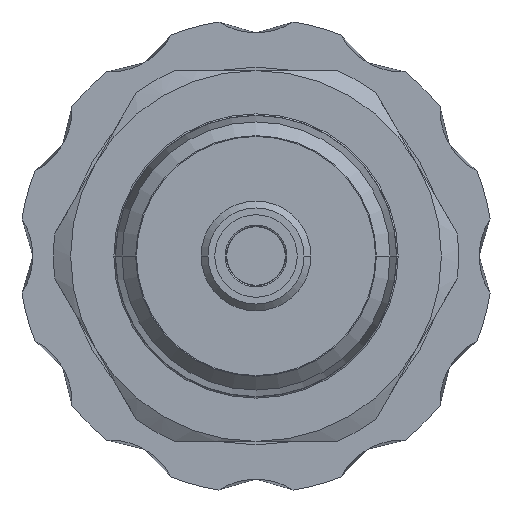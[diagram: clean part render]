
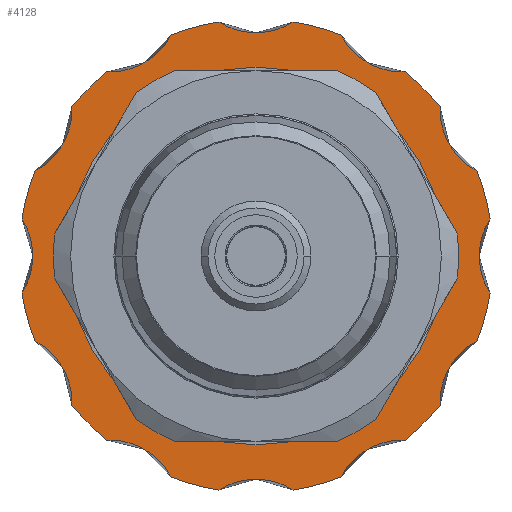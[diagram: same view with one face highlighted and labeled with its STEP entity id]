
A CAD part, front view. The second image highlights one B-rep face of the part: STEP entity #4128.
In plain terms, the highlighted free-form (B-spline) face has degree [1, 1] with [2, 2] control points.
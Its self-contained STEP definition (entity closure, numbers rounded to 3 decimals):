
#518=CARTESIAN_POINT('',(-21.25,39.5,0.));
#519=DIRECTION('',(0.,1.,0.));
#520=DIRECTION('',(0.842,0.,0.539));
#521=AXIS2_PLACEMENT_3D('',#518,#519,#520);
#620=CARTESIAN_POINT('',(18.403,39.5,-10.625));
#621=DIRECTION('',(0.,1.,0.));
#622=DIRECTION('',(-0.999,0.,-0.046));
#623=AXIS2_PLACEMENT_3D('',#620,#621,#622);
#633=CARTESIAN_POINT('',(0.,39.5,0.));
#634=DIRECTION('',(0.,-1.,0.));
#635=DIRECTION('',(0.988,0.,0.156));
#636=AXIS2_PLACEMENT_3D('',#633,#634,#635);
#646=CARTESIAN_POINT('',(0.,39.5,0.));
#647=DIRECTION('',(0.,-1.,0.));
#648=DIRECTION('',(0.777,0.,0.629));
#649=AXIS2_PLACEMENT_3D('',#646,#647,#648);
#659=CARTESIAN_POINT('',(0.,39.5,0.));
#660=DIRECTION('',(0.,-1.,0.));
#661=DIRECTION('',(0.359,0.,0.933));
#662=AXIS2_PLACEMENT_3D('',#659,#660,#661);
#672=CARTESIAN_POINT('',(0.,39.5,0.));
#673=DIRECTION('',(0.,-1.,0.));
#674=DIRECTION('',(-0.156,0.,0.988));
#675=AXIS2_PLACEMENT_3D('',#672,#673,#674);
#685=CARTESIAN_POINT('',(0.,39.5,0.));
#686=DIRECTION('',(0.,-1.,0.));
#687=DIRECTION('',(-0.629,0.,0.777));
#688=AXIS2_PLACEMENT_3D('',#685,#686,#687);
#698=CARTESIAN_POINT('',(0.,39.5,0.));
#699=DIRECTION('',(0.,-1.,0.));
#700=DIRECTION('',(-0.933,0.,0.359));
#701=AXIS2_PLACEMENT_3D('',#698,#699,#700);
#711=CARTESIAN_POINT('',(0.,39.5,0.));
#712=DIRECTION('',(0.,-1.,0.));
#713=DIRECTION('',(-0.988,0.,-0.156));
#714=AXIS2_PLACEMENT_3D('',#711,#712,#713);
#724=CARTESIAN_POINT('',(0.,39.5,0.));
#725=DIRECTION('',(0.,-1.,0.));
#726=DIRECTION('',(-0.777,0.,-0.629));
#727=AXIS2_PLACEMENT_3D('',#724,#725,#726);
#737=CARTESIAN_POINT('',(0.,39.5,0.));
#738=DIRECTION('',(0.,-1.,0.));
#739=DIRECTION('',(-0.359,0.,-0.933));
#740=AXIS2_PLACEMENT_3D('',#737,#738,#739);
#750=CARTESIAN_POINT('',(0.,39.5,0.));
#751=DIRECTION('',(0.,-1.,0.));
#752=DIRECTION('',(0.156,0.,-0.988));
#753=AXIS2_PLACEMENT_3D('',#750,#751,#752);
#759=CARTESIAN_POINT('',(0.,39.5,0.));
#760=DIRECTION('',(0.,-1.,0.));
#761=DIRECTION('',(0.933,0.,-0.359));
#762=AXIS2_PLACEMENT_3D('',#759,#760,#761);
#776=CARTESIAN_POINT('',(0.,39.5,0.));
#777=DIRECTION('',(0.,-1.,0.));
#778=DIRECTION('',(0.629,0.,-0.777));
#779=AXIS2_PLACEMENT_3D('',#776,#777,#778);
#801=CARTESIAN_POINT('',(18.403,39.5,10.625));
#802=DIRECTION('',(0.,1.,0.));
#803=DIRECTION('',(-0.46,0.,-0.888));
#804=AXIS2_PLACEMENT_3D('',#801,#802,#803);
#806=CARTESIAN_POINT('',(0.,39.5,0.));
#807=DIRECTION('',(0.,1.,0.));
#808=DIRECTION('',(-1.,0.,0.));
#809=AXIS2_PLACEMENT_3D('',#806,#807,#808);
#811=CARTESIAN_POINT('',(0.,39.5,0.));
#812=DIRECTION('',(0.,1.,0.));
#813=DIRECTION('',(1.,0.,0.));
#814=AXIS2_PLACEMENT_3D('',#811,#812,#813);
#1444=CARTESIAN_POINT('',(10.625,39.5,-18.403));
#1445=DIRECTION('',(0.,1.,0.));
#1446=DIRECTION('',(-0.888,0.,0.46));
#1447=AXIS2_PLACEMENT_3D('',#1444,#1445,#1446);
#1469=CARTESIAN_POINT('',(0.,39.5,-21.25));
#1470=DIRECTION('',(0.,1.,0.));
#1471=DIRECTION('',(-0.539,0.,0.842));
#1472=AXIS2_PLACEMENT_3D('',#1469,#1470,#1471);
#1494=CARTESIAN_POINT('',(-10.625,39.5,-18.403));
#1495=DIRECTION('',(0.,1.,0.));
#1496=DIRECTION('',(-0.046,0.,0.999));
#1497=AXIS2_PLACEMENT_3D('',#1494,#1495,#1496);
#1519=CARTESIAN_POINT('',(-18.403,39.5,-10.625));
#1520=DIRECTION('',(0.,1.,0.));
#1521=DIRECTION('',(0.46,0.,0.888));
#1522=AXIS2_PLACEMENT_3D('',#1519,#1520,#1521);
#1544=CARTESIAN_POINT('',(-18.403,39.5,10.625));
#1545=DIRECTION('',(0.,1.,0.));
#1546=DIRECTION('',(0.999,0.,0.046));
#1547=AXIS2_PLACEMENT_3D('',#1544,#1545,#1546);
#1569=CARTESIAN_POINT('',(-10.625,39.5,18.403));
#1570=DIRECTION('',(0.,1.,0.));
#1571=DIRECTION('',(0.888,0.,-0.46));
#1572=AXIS2_PLACEMENT_3D('',#1569,#1570,#1571);
#1594=CARTESIAN_POINT('',(0.,39.5,21.25));
#1595=DIRECTION('',(0.,1.,0.));
#1596=DIRECTION('',(0.539,0.,-0.842));
#1597=AXIS2_PLACEMENT_3D('',#1594,#1595,#1596);
#1619=CARTESIAN_POINT('',(10.625,39.5,18.403));
#1620=DIRECTION('',(0.,1.,0.));
#1621=DIRECTION('',(0.046,0.,-0.999));
#1622=AXIS2_PLACEMENT_3D('',#1619,#1620,#1621);
#1624=CARTESIAN_POINT('',(21.25,39.5,0.));
#1625=DIRECTION('',(0.,1.,0.));
#1626=DIRECTION('',(-0.842,0.,-0.539));
#1627=AXIS2_PLACEMENT_3D('',#1624,#1625,#1626);
#2287=CARTESIAN_POINT('',(-13.75,39.5,0.));
#2288=CARTESIAN_POINT('',(13.75,39.5,0.));
#2289=VERTEX_POINT('',#2287);
#2290=VERTEX_POINT('',#2288);
#2296=CARTESIAN_POINT('',(17.038,39.5,2.695));
#2298=VERTEX_POINT('',#2296);
#2300=CARTESIAN_POINT('',(17.038,39.5,-2.695));
#2302=VERTEX_POINT('',#2300);
#2305=CARTESIAN_POINT('',(13.408,39.5,10.853));
#2307=VERTEX_POINT('',#2305);
#2309=CARTESIAN_POINT('',(16.103,39.5,6.185));
#2311=VERTEX_POINT('',#2309);
#2313=CARTESIAN_POINT('',(6.185,39.5,16.103));
#2315=VERTEX_POINT('',#2313);
#2317=CARTESIAN_POINT('',(10.853,39.5,13.408));
#2319=VERTEX_POINT('',#2317);
#2321=CARTESIAN_POINT('',(-2.695,39.5,17.038));
#2323=VERTEX_POINT('',#2321);
#2325=CARTESIAN_POINT('',(2.695,39.5,17.038));
#2327=VERTEX_POINT('',#2325);
#2329=CARTESIAN_POINT('',(-10.853,39.5,13.408));
#2331=VERTEX_POINT('',#2329);
#2333=CARTESIAN_POINT('',(-6.185,39.5,16.103));
#2335=VERTEX_POINT('',#2333);
#2337=CARTESIAN_POINT('',(-16.103,39.5,6.185));
#2339=VERTEX_POINT('',#2337);
#2341=CARTESIAN_POINT('',(-13.408,39.5,10.853));
#2343=VERTEX_POINT('',#2341);
#2345=CARTESIAN_POINT('',(-17.038,39.5,-2.695));
#2347=VERTEX_POINT('',#2345);
#2349=CARTESIAN_POINT('',(-17.038,39.5,2.695));
#2351=VERTEX_POINT('',#2349);
#2354=CARTESIAN_POINT('',(-13.408,39.5,-10.853));
#2356=VERTEX_POINT('',#2354);
#2358=CARTESIAN_POINT('',(-16.103,39.5,-6.185));
#2360=VERTEX_POINT('',#2358);
#2362=CARTESIAN_POINT('',(-6.185,39.5,-16.103));
#2364=VERTEX_POINT('',#2362);
#2366=CARTESIAN_POINT('',(-10.853,39.5,-13.408));
#2368=VERTEX_POINT('',#2366);
#2370=CARTESIAN_POINT('',(2.695,39.5,-17.038));
#2372=VERTEX_POINT('',#2370);
#2374=CARTESIAN_POINT('',(-2.695,39.5,-17.038));
#2376=VERTEX_POINT('',#2374);
#2378=CARTESIAN_POINT('',(10.853,39.5,-13.408));
#2380=VERTEX_POINT('',#2378);
#2382=CARTESIAN_POINT('',(6.185,39.5,-16.103));
#2384=VERTEX_POINT('',#2382);
#2386=CARTESIAN_POINT('',(16.103,39.5,-6.185));
#2388=VERTEX_POINT('',#2386);
#2390=CARTESIAN_POINT('',(13.408,39.5,-10.853));
#2392=VERTEX_POINT('',#2390);
#4082=CARTESIAN_POINT('',(-17.72,39.5,-17.72));
#4083=CARTESIAN_POINT('',(-17.72,39.5,17.72));
#4084=CARTESIAN_POINT('',(17.72,39.5,-17.72));
#4085=CARTESIAN_POINT('',(17.72,39.5,17.72));
#4086=B_SPLINE_SURFACE_WITH_KNOTS('',1,1,((#4082,#4083),(#4084,#4085)),
.UNSPECIFIED.,.F.,.F.,.F.,(2,2),(2,2),(-17.72,17.72),(
-17.72,17.72),.UNSPECIFIED.);
#4087=ORIENTED_EDGE('',*,*,#3662,.F.);
#4088=ORIENTED_EDGE('',*,*,#4056,.F.);
#4090=ORIENTED_EDGE('',*,*,#4089,.F.);
#4091=ORIENTED_EDGE('',*,*,#3992,.F.);
#4093=ORIENTED_EDGE('',*,*,#4092,.F.);
#4094=ORIENTED_EDGE('',*,*,#3959,.F.);
#4096=ORIENTED_EDGE('',*,*,#4095,.F.);
#4097=ORIENTED_EDGE('',*,*,#3926,.F.);
#4099=ORIENTED_EDGE('',*,*,#4098,.F.);
#4100=ORIENTED_EDGE('',*,*,#3893,.F.);
#4101=ORIENTED_EDGE('',*,*,#3544,.F.);
#4102=ORIENTED_EDGE('',*,*,#3861,.F.);
#4104=ORIENTED_EDGE('',*,*,#4103,.F.);
#4105=ORIENTED_EDGE('',*,*,#3829,.F.);
#4107=ORIENTED_EDGE('',*,*,#4106,.F.);
#4108=ORIENTED_EDGE('',*,*,#3796,.F.);
#4110=ORIENTED_EDGE('',*,*,#4109,.F.);
#4111=ORIENTED_EDGE('',*,*,#3763,.F.);
#4113=ORIENTED_EDGE('',*,*,#4112,.F.);
#4114=ORIENTED_EDGE('',*,*,#3730,.F.);
#4115=ORIENTED_EDGE('',*,*,#4076,.F.);
#4116=ORIENTED_EDGE('',*,*,#3697,.F.);
#4118=ORIENTED_EDGE('',*,*,#4117,.F.);
#4119=ORIENTED_EDGE('',*,*,#4021,.F.);
#4120=EDGE_LOOP('',(#4087,#4088,#4090,#4091,#4093,#4094,#4096,#4097,#4099,#4100,
#4101,#4102,#4104,#4105,#4107,#4108,#4110,#4111,#4113,#4114,#4115,#4116,#4118,
#4119));
#4121=FACE_OUTER_BOUND('',#4120,.F.);
#4123=ORIENTED_EDGE('',*,*,#4122,.F.);
#4125=ORIENTED_EDGE('',*,*,#4124,.F.);
#4126=EDGE_LOOP('',(#4123,#4125));
#4127=FACE_BOUND('',#4126,.F.);
#522=CIRCLE('',#521,5.);
#624=CIRCLE('',#623,5.);
#637=CIRCLE('',#636,17.25);
#650=CIRCLE('',#649,17.25);
#663=CIRCLE('',#662,17.25);
#676=CIRCLE('',#675,17.25);
#689=CIRCLE('',#688,17.25);
#702=CIRCLE('',#701,17.25);
#715=CIRCLE('',#714,17.25);
#728=CIRCLE('',#727,17.25);
#741=CIRCLE('',#740,17.25);
#754=CIRCLE('',#753,17.25);
#763=CIRCLE('',#762,17.25);
#780=CIRCLE('',#779,17.25);
#805=CIRCLE('',#804,5.);
#810=CIRCLE('',#809,13.75);
#815=CIRCLE('',#814,13.75);
#1448=CIRCLE('',#1447,5.);
#1473=CIRCLE('',#1472,5.);
#1498=CIRCLE('',#1497,5.);
#1523=CIRCLE('',#1522,5.);
#1548=CIRCLE('',#1547,5.);
#1573=CIRCLE('',#1572,5.);
#1598=CIRCLE('',#1597,5.);
#1623=CIRCLE('',#1622,5.);
#1628=CIRCLE('',#1627,5.);
#3544=EDGE_CURVE('',#2351,#2347,#522,.T.);
#3662=EDGE_CURVE('',#2392,#2388,#624,.T.);
#3697=EDGE_CURVE('',#2298,#2311,#637,.T.);
#3730=EDGE_CURVE('',#2307,#2319,#650,.T.);
#3763=EDGE_CURVE('',#2315,#2327,#663,.T.);
#3796=EDGE_CURVE('',#2323,#2335,#676,.T.);
#3829=EDGE_CURVE('',#2331,#2343,#689,.T.);
#3861=EDGE_CURVE('',#2339,#2351,#702,.T.);
#3893=EDGE_CURVE('',#2347,#2360,#715,.T.);
#3926=EDGE_CURVE('',#2356,#2368,#728,.T.);
#3959=EDGE_CURVE('',#2364,#2376,#741,.T.);
#3992=EDGE_CURVE('',#2372,#2384,#754,.T.);
#4021=EDGE_CURVE('',#2388,#2302,#763,.T.);
#4056=EDGE_CURVE('',#2380,#2392,#780,.T.);
#4076=EDGE_CURVE('',#2311,#2307,#805,.T.);
#4089=EDGE_CURVE('',#2384,#2380,#1448,.T.);
#4092=EDGE_CURVE('',#2376,#2372,#1473,.T.);
#4095=EDGE_CURVE('',#2368,#2364,#1498,.T.);
#4098=EDGE_CURVE('',#2360,#2356,#1523,.T.);
#4103=EDGE_CURVE('',#2343,#2339,#1548,.T.);
#4106=EDGE_CURVE('',#2335,#2331,#1573,.T.);
#4109=EDGE_CURVE('',#2327,#2323,#1598,.T.);
#4112=EDGE_CURVE('',#2319,#2315,#1623,.T.);
#4117=EDGE_CURVE('',#2302,#2298,#1628,.T.);
#4122=EDGE_CURVE('',#2289,#2290,#810,.T.);
#4124=EDGE_CURVE('',#2290,#2289,#815,.T.);
#4128=ADVANCED_FACE('',(#4121,#4127),#4086,.T.);
